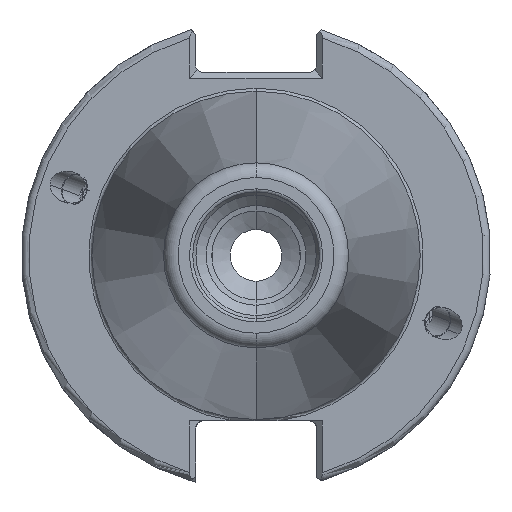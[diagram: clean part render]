
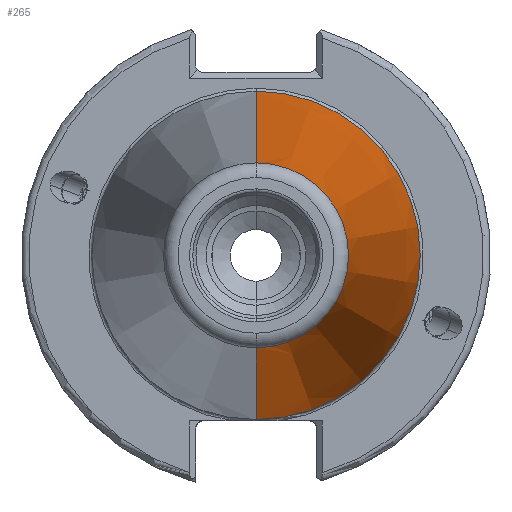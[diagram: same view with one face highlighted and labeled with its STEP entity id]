
A CAD part, left-side view. The second image highlights one B-rep face of the part: STEP entity #265.
In plain terms, the highlighted conical face has half-angle 8.297 degrees and reference radius 22.225 mm.
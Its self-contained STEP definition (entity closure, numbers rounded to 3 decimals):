
#5 = EDGE_LOOP ( 'NONE', ( #2070, #2076, #2084, #2086 ) ) ;
#92 = EDGE_CURVE ( 'NONE', #7194, #4369, #6376, .T. ) ;
#239 = VECTOR ( 'NONE', #3653, 1000. ) ;
#265 = ADVANCED_FACE ( 'NONE', ( #4760 ), #1605, .T. ) ;
#837 = AXIS2_PLACEMENT_3D ( 'NONE', #6988, #6953, #7012 ) ;
#840 = CARTESIAN_POINT ( 'NONE',  ( -160., 0., -22.225 ) ) ;
#1115 = CARTESIAN_POINT ( 'NONE',  ( -226.539, 0., 0. ) ) ;
#1162 = EDGE_CURVE ( 'NONE', #5234, #3244, #6579, .T. ) ;
#1605 = CONICAL_SURFACE ( 'NONE', #837, 22.225, 0.145 ) ;
#1668 = DIRECTION ( 'NONE',  ( 0., 0., 1. ) ) ;
#2070 = ORIENTED_EDGE ( 'NONE', *, *, #92, .F. ) ;
#2076 = ORIENTED_EDGE ( 'NONE', *, *, #3254, .F. ) ;
#2084 = ORIENTED_EDGE ( 'NONE', *, *, #1162, .T. ) ;
#2086 = ORIENTED_EDGE ( 'NONE', *, *, #5167, .T. ) ;
#2315 = CIRCLE ( 'NONE', #7100, 22.225 ) ;
#3244 = VERTEX_POINT ( 'NONE', #840 ) ;
#3254 = EDGE_CURVE ( 'NONE', #5234, #7194, #4885, .T. ) ;
#3653 = DIRECTION ( 'NONE',  ( 0.99, 0., 0.144 ) ) ;
#3840 = CARTESIAN_POINT ( 'NONE',  ( -160., 0., 22.225 ) ) ;
#4350 = CARTESIAN_POINT ( 'NONE',  ( -160., 0., 22.225 ) ) ;
#4369 = VERTEX_POINT ( 'NONE', #4350 ) ;
#4458 = DIRECTION ( 'NONE',  ( -1., 0., 0. ) ) ;
#4549 = CARTESIAN_POINT ( 'NONE',  ( -226.539, 0., 12.522 ) ) ;
#4760 = FACE_OUTER_BOUND ( 'NONE', #5, .T. ) ;
#4885 = CIRCLE ( 'NONE', #6457, 12.522 ) ;
#4936 = CARTESIAN_POINT ( 'NONE',  ( -226.539, 0., -12.522 ) ) ;
#5167 = EDGE_CURVE ( 'NONE', #3244, #4369, #2315, .T. ) ;
#5234 = VERTEX_POINT ( 'NONE', #4936 ) ;
#6249 = DIRECTION ( 'NONE',  ( 0., 0., 1. ) ) ;
#6376 = LINE ( 'NONE', #3840, #239 ) ;
#6457 = AXIS2_PLACEMENT_3D ( 'NONE', #1115, #4458, #1668 ) ;
#6506 = CARTESIAN_POINT ( 'NONE',  ( -160., 0., 0. ) ) ;
#6579 = LINE ( 'NONE', #7202, #7085 ) ;
#6728 = DIRECTION ( 'NONE',  ( -1., 0., 0. ) ) ;
#6953 = DIRECTION ( 'NONE',  ( 1., 0., 0. ) ) ;
#6988 = CARTESIAN_POINT ( 'NONE',  ( -160., 0., 0. ) ) ;
#7012 = DIRECTION ( 'NONE',  ( 0., 0., -1. ) ) ;
#7085 = VECTOR ( 'NONE', #7121, 1000. ) ;
#7100 = AXIS2_PLACEMENT_3D ( 'NONE', #6506, #6728, #6249 ) ;
#7121 = DIRECTION ( 'NONE',  ( 0.99, 0., -0.144 ) ) ;
#7194 = VERTEX_POINT ( 'NONE', #4549 ) ;
#7202 = CARTESIAN_POINT ( 'NONE',  ( -160., 0., -22.225 ) ) ;
